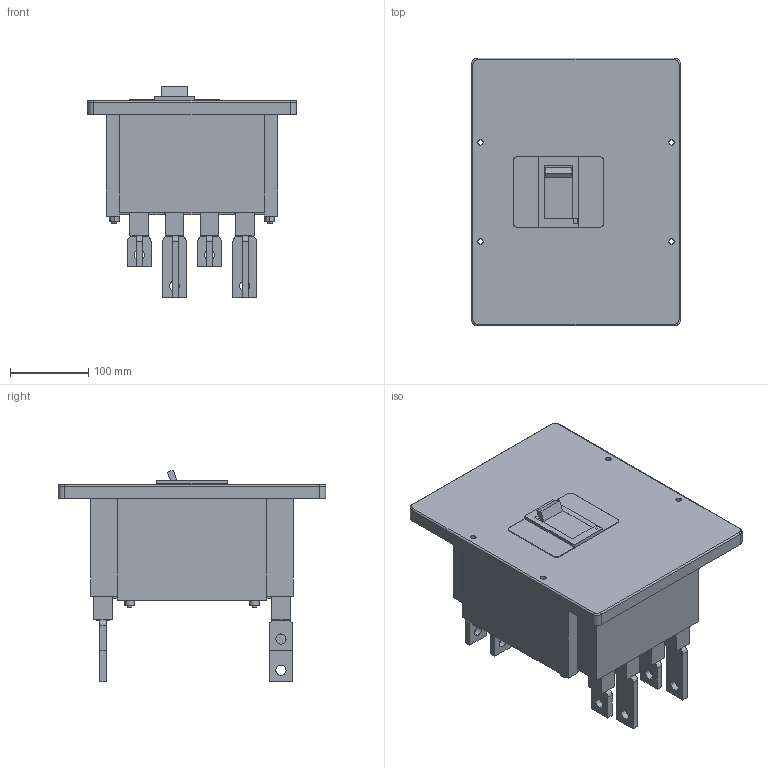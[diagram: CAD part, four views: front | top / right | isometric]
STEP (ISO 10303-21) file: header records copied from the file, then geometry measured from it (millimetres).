
FILE_DESCRIPTION(('CoCreate Modeling STEP Export'),'2;1');
FILE_NAME('Ｈ４００ＮＥ４Ｐ.stp','2012-03-23T15:34:16',(''),(''),'CoCreate Modeling STEP processor for AP214 (Solid Model)','CoCreate Modeling 17.0 01-Apr-2010 (C) Parametric Technology GmbH','');
FILE_SCHEMA(('AUTOMOTIVE_DESIGN { 1 0 10303 214 1 1 1 1 }'));
Length unit declared in the file: millimetre
Products named in the file (3): p2; p1; Ｈ４００ＮＥ４Ｐ
Assembly tree (2 placements, depth 2):
  Ｈ４００ＮＥ４Ｐ
    p1
    p2
Bounding box: 268 x 343 x 271.5 mm (x, y, z)
Volume: 8934320 mm3; surface area: 578014.9 mm2
Topology: 2 solids, 2 shells, 289 faces, 728 edges, 472 vertices
Faces by surface type: plane 217, cylinder 68, torus 4
Entity records: 8943 total; most frequent: ORIENTED_EDGE 1456, CARTESIAN_POINT 1376, DIRECTION 1250, EDGE_CURVE 728, VECTOR 558, LINE 558, VERTEX_POINT 472, AXIS2_PLACEMENT_3D 346
